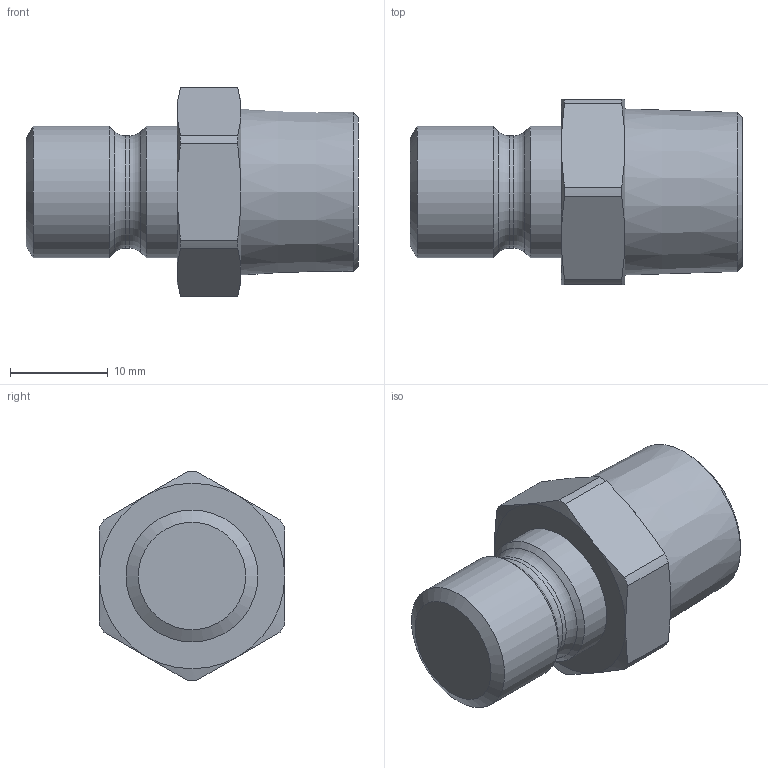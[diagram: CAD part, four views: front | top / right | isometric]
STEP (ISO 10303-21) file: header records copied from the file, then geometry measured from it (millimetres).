
FILE_DESCRIPTION((''),'2;1');
FILE_NAME('87sbak17mvx.stp','2013-09-03T15:13:31',('IA176480'),(''),'Autodesk Inventor 2013','Autodesk Inventor 2013','');
FILE_SCHEMA(('AUTOMOTIVE_DESIGN { 1 0 10303 214 1 1 1 1 }'));
Length unit declared in the file: millimetre
Products named in the file (1): D107726
Bounding box: 34 x 19 x 21.4 mm (x, y, z)
Volume: 6717.4 mm3; surface area: 2269 mm2
Topology: 1 solids, 1 shells, 38 faces, 82 edges, 48 vertices
Faces by surface type: cone 17, plane 10, cylinder 9, torus 2
Full cylindrical faces by diameter (mm): 11.5 x1, 13.5 x2
Entity records: 1019 total; most frequent: CARTESIAN_POINT 207, DIRECTION 162, ORIENTED_EDGE 144, AXIS2_PLACEMENT_3D 75, EDGE_CURVE 72, EDGE_LOOP 50, VERTEX_POINT 48, STYLED_ITEM 39
